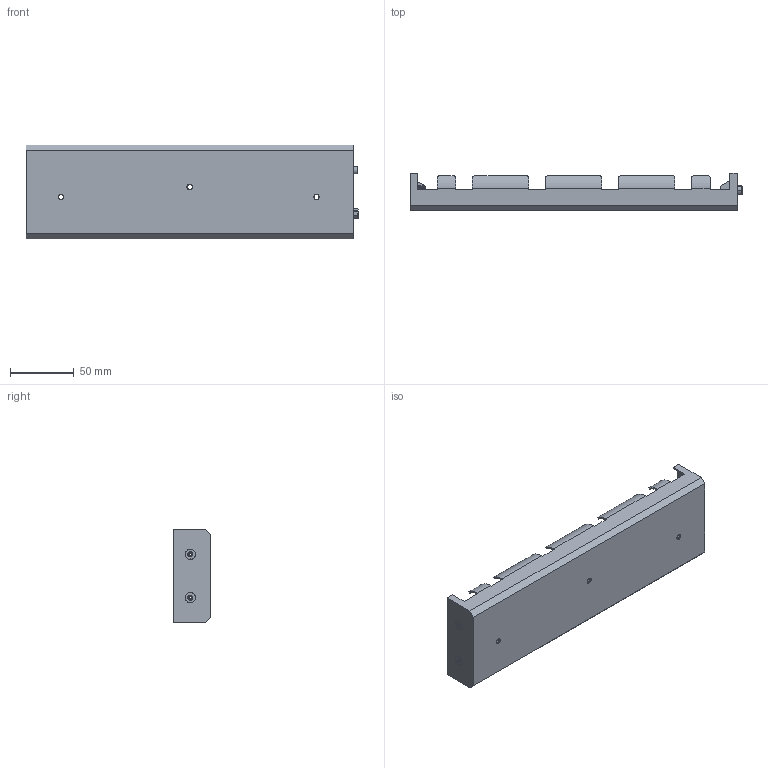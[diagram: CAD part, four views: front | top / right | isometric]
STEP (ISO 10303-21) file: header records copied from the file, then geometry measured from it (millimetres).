
FILE_DESCRIPTION (( 'STEP AP214' ), '1' );
FILE_NAME ('BH28DSF.STEP', '2020-01-05T06:02:59', ( '' ), ( '' ), 'SwSTEP 2.0', 'SolidWorks 2017', '' );
FILE_SCHEMA (( 'AUTOMOTIVE_DESIGN' ));
Length unit declared in the file: millimetre
Products named in the file (1): BH28DSF
Bounding box: 260.69 x 29.3 x 73.8 mm (x, y, z)
Volume: 64855.1 mm3; surface area: 75466.6 mm2
Topology: 8 solids, 8 shells, 735 faces, 1822 edges, 1196 vertices
Faces by surface type: plane 479, cylinder 209, torus 39, bspline 8
Entity records: 27058 total; most frequent: CARTESIAN_POINT 9104, DIRECTION 3675, ORIENTED_EDGE 3644, EDGE_CURVE 1822, VECTOR 1297, LINE 1297, VERTEX_POINT 1196, AXIS2_PLACEMENT_3D 1189
